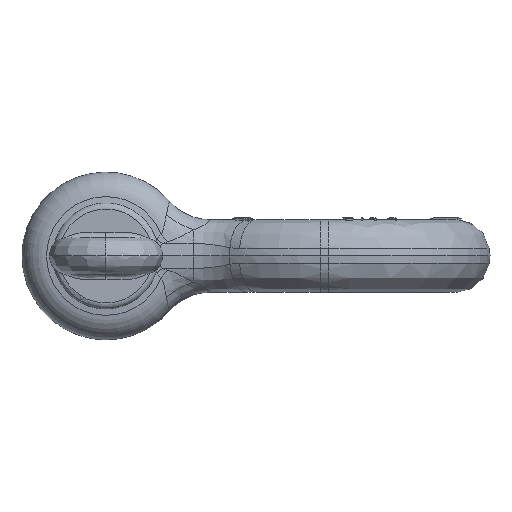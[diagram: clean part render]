
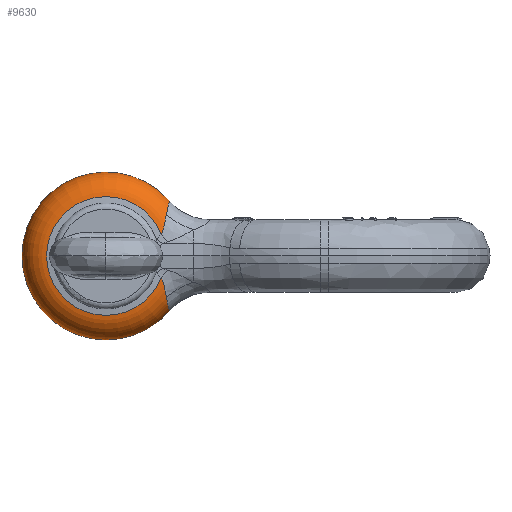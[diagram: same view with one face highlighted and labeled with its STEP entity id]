
A CAD part, left-side view. The second image highlights one B-rep face of the part: STEP entity #9630.
In plain terms, the highlighted toroidal (fillet/blend) face has major radius 22.682 mm and minor radius 11.354 mm.
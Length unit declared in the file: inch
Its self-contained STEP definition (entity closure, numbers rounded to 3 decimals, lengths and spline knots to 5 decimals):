
#3121=CARTESIAN_POINT('',(-1.47945,-1.01632,
0.87296));
#3122=CARTESIAN_POINT('',(-1.45766,-1.01756,
0.8726));
#3123=CARTESIAN_POINT('',(-1.41365,-1.01882,
0.8684));
#3124=CARTESIAN_POINT('',(-1.34793,-1.01667,
0.85154));
#3125=CARTESIAN_POINT('',(-1.28373,-1.01005,
0.82406));
#3126=CARTESIAN_POINT('',(-1.2227,-0.99859,0.78608));
#3127=CARTESIAN_POINT('',(-1.16648,-0.98198,
0.73797));
#3128=CARTESIAN_POINT('',(-1.13323,-0.9673,
0.69928));
#3129=CARTESIAN_POINT('',(-1.11801,-0.95902,
0.67853));
#3149=CARTESIAN_POINT('',(-1.81818,-0.96536,
0.65571));
#3150=CARTESIAN_POINT('',(-1.80316,-0.9709,
0.68199));
#3151=CARTESIAN_POINT('',(-1.7714,-0.97864,
0.73027));
#3152=CARTESIAN_POINT('',(-1.71986,-0.9886,
0.78474));
#3153=CARTESIAN_POINT('',(-1.66534,-0.9974,
0.82487));
#3154=CARTESIAN_POINT('',(-1.60649,-1.00538,
0.85324));
#3155=CARTESIAN_POINT('',(-1.54407,-1.01196,
0.87001));
#3156=CARTESIAN_POINT('',(-1.50109,-1.0151,
0.87331));
#3157=CARTESIAN_POINT('',(-1.47945,-1.01632,
0.87296));
#3173=CARTESIAN_POINT('',(-1.90866,-0.8838,
0.34148));
#3174=CARTESIAN_POINT('',(-1.90776,-0.88846,
0.34986));
#3175=CARTESIAN_POINT('',(-1.90566,-0.89642,
0.36832));
#3176=CARTESIAN_POINT('',(-1.90133,-0.90695,
0.3996));
#3177=CARTESIAN_POINT('',(-1.89557,-0.91648,
0.434));
#3178=CARTESIAN_POINT('',(-1.88784,-0.92582,
0.47152));
#3179=CARTESIAN_POINT('',(-1.8775,-0.93513,
0.51232));
#3180=CARTESIAN_POINT('',(-1.86365,-0.94468,
0.55651));
#3181=CARTESIAN_POINT('',(-1.84502,-0.95464,
0.60415));
#3182=CARTESIAN_POINT('',(-1.82809,-0.96173,
0.63831));
#3183=CARTESIAN_POINT('',(-1.81818,-0.96536,
0.65571));
#3224=CARTESIAN_POINT('',(-1.90866,0.,0.));
#3225=DIRECTION('',(1.,0.,0.));
#3226=DIRECTION('',(0.,-0.933,-0.36));
#3227=AXIS2_PLACEMENT_3D('',#3224,#3225,#3226);
#3238=CARTESIAN_POINT('',(-1.02134,0.,0.));
#3239=DIRECTION('',(-1.,0.,0.));
#3240=DIRECTION('',(0.,-0.841,0.54));
#3241=AXIS2_PLACEMENT_3D('',#3238,#3239,#3240);
#3346=CARTESIAN_POINT('',(-1.02134,-0.79724,
-0.51198));
#3347=CARTESIAN_POINT('',(-1.02197,-0.80378,
-0.51131));
#3348=CARTESIAN_POINT('',(-1.0235,-0.81704,
-0.51099));
#3349=CARTESIAN_POINT('',(-1.02709,-0.83798,
-0.51498));
#3350=CARTESIAN_POINT('',(-1.03238,-0.85877,
-0.52467));
#3351=CARTESIAN_POINT('',(-1.03958,-0.8784,
-0.53996));
#3352=CARTESIAN_POINT('',(-1.049,-0.89677,
-0.56032));
#3353=CARTESIAN_POINT('',(-1.0609,-0.9138,
-0.58486));
#3354=CARTESIAN_POINT('',(-1.07572,-0.92972,
-0.61295));
#3355=CARTESIAN_POINT('',(-1.09411,-0.94476,
-0.64414));
#3356=CARTESIAN_POINT('',(-1.10944,-0.95436,
-0.66686));
#3357=CARTESIAN_POINT('',(-1.11801,-0.95902,
-0.67853));
#3373=CARTESIAN_POINT('',(-1.81818,-0.96536,
-0.65571));
#3374=CARTESIAN_POINT('',(-1.82811,-0.96173,
-0.63827));
#3375=CARTESIAN_POINT('',(-1.84507,-0.95462,
-0.60405));
#3376=CARTESIAN_POINT('',(-1.86371,-0.94464,
-0.55633));
#3377=CARTESIAN_POINT('',(-1.87757,-0.93508,
-0.51209));
#3378=CARTESIAN_POINT('',(-1.88789,-0.92577,
-0.4713));
#3379=CARTESIAN_POINT('',(-1.8956,-0.91644,
-0.43384));
#3380=CARTESIAN_POINT('',(-1.90134,-0.90692,
-0.3995));
#3381=CARTESIAN_POINT('',(-1.90567,-0.8964,
-0.36828));
#3382=CARTESIAN_POINT('',(-1.90776,-0.88845,
-0.34985));
#3383=CARTESIAN_POINT('',(-1.90866,-0.8838,
-0.34148));
#3401=CARTESIAN_POINT('',(-1.90866,-0.8838,
-0.34148));
#3850=CARTESIAN_POINT('',(-1.11801,-0.95902,
-0.67853));
#3851=CARTESIAN_POINT('',(-1.13323,-0.9673,
-0.69928));
#3852=CARTESIAN_POINT('',(-1.16648,-0.98198,
-0.73797));
#3853=CARTESIAN_POINT('',(-1.2227,-0.99859,
-0.78608));
#3854=CARTESIAN_POINT('',(-1.28372,-1.01005,
-0.82405));
#3855=CARTESIAN_POINT('',(-1.34792,-1.01667,
-0.85154));
#3856=CARTESIAN_POINT('',(-1.41365,-1.01882,
-0.8684));
#3857=CARTESIAN_POINT('',(-1.45766,-1.01756,
-0.8726));
#3858=CARTESIAN_POINT('',(-1.47945,-1.01632,
-0.87296));
#3878=CARTESIAN_POINT('',(-1.47945,-1.01632,
-0.87296));
#3879=CARTESIAN_POINT('',(-1.50109,-1.0151,
-0.87331));
#3880=CARTESIAN_POINT('',(-1.54407,-1.01196,
-0.87001));
#3881=CARTESIAN_POINT('',(-1.60649,-1.00538,
-0.85324));
#3882=CARTESIAN_POINT('',(-1.66533,-0.9974,
-0.82487));
#3883=CARTESIAN_POINT('',(-1.71985,-0.98861,
-0.78476));
#3884=CARTESIAN_POINT('',(-1.7714,-0.97864,
-0.73028));
#3885=CARTESIAN_POINT('',(-1.80316,-0.9709,
-0.68199));
#3886=CARTESIAN_POINT('',(-1.81818,-0.96536,
-0.65571));
#4457=CARTESIAN_POINT('',(-1.11801,-0.95902,
0.67853));
#4458=CARTESIAN_POINT('',(-1.10945,-0.95436,
0.66688));
#4459=CARTESIAN_POINT('',(-1.09415,-0.94479,
0.64419));
#4460=CARTESIAN_POINT('',(-1.07579,-0.92978,
0.61307));
#4461=CARTESIAN_POINT('',(-1.06101,-0.91392,
0.58507));
#4462=CARTESIAN_POINT('',(-1.04915,-0.897,
0.56064));
#4463=CARTESIAN_POINT('',(-1.03979,-0.87888,
0.54041));
#4464=CARTESIAN_POINT('',(-1.03257,-0.85931,
0.52506));
#4465=CARTESIAN_POINT('',(-1.02749,-0.83967,
0.51566));
#4466=CARTESIAN_POINT('',(-1.02383,-0.81947,
0.51115));
#4467=CARTESIAN_POINT('',(-1.02206,-0.8048,
0.5112));
#4468=CARTESIAN_POINT('',(-1.02134,-0.79724,
0.51198));
#4631=VERTEX_POINT('',#3401);
#4634=VERTEX_POINT('',#3373);
#4636=VERTEX_POINT('',#3878);
#4639=VERTEX_POINT('',#3346);
#4640=VERTEX_POINT('',#3357);
#4643=VERTEX_POINT('',#3149);
#4644=VERTEX_POINT('',#3157);
#4646=VERTEX_POINT('',#3173);
#4655=CARTESIAN_POINT('',(-1.02134,-0.79724,
0.51198));
#4656=VERTEX_POINT('',#4655);
#5064=VERTEX_POINT('',#3129);
#9609=CARTESIAN_POINT('',(-1.465,0.,0.));
#9610=DIRECTION('',(1.,0.,0.));
#9611=DIRECTION('',(0.,-1.,0.));
#9612=AXIS2_PLACEMENT_3D('',#9609,#9610,#9611);
#9613=TOROIDAL_SURFACE('',#9612,0.893,0.447);
#9615=ORIENTED_EDGE('',*,*,#9614,.F.);
#9617=ORIENTED_EDGE('',*,*,#9616,.F.);
#9619=ORIENTED_EDGE('',*,*,#9618,.F.);
#9620=ORIENTED_EDGE('',*,*,#9602,.F.);
#9621=ORIENTED_EDGE('',*,*,#9417,.F.);
#9623=ORIENTED_EDGE('',*,*,#9622,.F.);
#9624=ORIENTED_EDGE('',*,*,#9159,.F.);
#9625=ORIENTED_EDGE('',*,*,#9210,.F.);
#9626=ORIENTED_EDGE('',*,*,#9257,.F.);
#9627=ORIENTED_EDGE('',*,*,#9380,.F.);
#9628=EDGE_LOOP('',(#9615,#9617,#9619,#9620,#9621,#9623,#9624,#9625,#9626,
#9627));
#9629=FACE_OUTER_BOUND('',#9628,.F.);
#9630=ADVANCED_FACE('',(#9629),#9613,.T.);
#3130=B_SPLINE_CURVE_WITH_KNOTS('',3,(#3121,#3122,#3123,#3124,#3125,#3126,#3127,
#3128,#3129),.UNSPECIFIED.,.F.,.F.,(4,1,1,1,1,1,4),(0.,0.16667,
0.33333,0.5,0.66667,0.83333,1.),
.UNSPECIFIED.);
#3158=B_SPLINE_CURVE_WITH_KNOTS('',3,(#3149,#3150,#3151,#3152,#3153,#3154,#3155,
#3156,#3157),.UNSPECIFIED.,.F.,.F.,(4,1,1,1,1,1,4),(0.,0.16667,
0.33333,0.5,0.66667,0.83333,1.),
.UNSPECIFIED.);
#3184=B_SPLINE_CURVE_WITH_KNOTS('',3,(#3173,#3174,#3175,#3176,#3177,#3178,#3179,
#3180,#3181,#3182,#3183),.UNSPECIFIED.,.F.,.F.,(4,1,1,1,1,1,1,1,4),(0.,
0.125,0.25,0.375,0.5,0.625,0.75,0.875,1.),.UNSPECIFIED.);
#3228=CIRCLE('',#3227,0.94748);
#3242=CIRCLE('',#3241,0.94748);
#3358=B_SPLINE_CURVE_WITH_KNOTS('',3,(#3346,#3347,#3348,#3349,#3350,#3351,#3352,
#3353,#3354,#3355,#3356,#3357),.UNSPECIFIED.,.F.,.F.,(4,1,1,1,1,1,1,1,1,4),
(0.,0.11111,0.22222,0.33333,0.44444,
0.55556,0.66667,0.77778,0.88889,1.),
.UNSPECIFIED.);
#3384=B_SPLINE_CURVE_WITH_KNOTS('',3,(#3373,#3374,#3375,#3376,#3377,#3378,#3379,
#3380,#3381,#3382,#3383),.UNSPECIFIED.,.F.,.F.,(4,1,1,1,1,1,1,1,4),(0.,
0.125,0.25,0.375,0.5,0.625,0.75,0.875,1.),.UNSPECIFIED.);
#3859=B_SPLINE_CURVE_WITH_KNOTS('',3,(#3850,#3851,#3852,#3853,#3854,#3855,#3856,
#3857,#3858),.UNSPECIFIED.,.F.,.F.,(4,1,1,1,1,1,4),(0.,0.16667,
0.33333,0.5,0.66667,0.83333,1.),
.UNSPECIFIED.);
#3887=B_SPLINE_CURVE_WITH_KNOTS('',3,(#3878,#3879,#3880,#3881,#3882,#3883,#3884,
#3885,#3886),.UNSPECIFIED.,.F.,.F.,(4,1,1,1,1,1,4),(0.,0.16667,
0.33333,0.5,0.66667,0.83333,1.),
.UNSPECIFIED.);
#4469=B_SPLINE_CURVE_WITH_KNOTS('',3,(#4457,#4458,#4459,#4460,#4461,#4462,#4463,
#4464,#4465,#4466,#4467,#4468),.UNSPECIFIED.,.F.,.F.,(4,1,1,1,1,1,1,1,1,4),
(0.,0.11111,0.22222,0.33333,0.44444,
0.55556,0.66667,0.77778,0.88889,1.),
.UNSPECIFIED.);
#9159=EDGE_CURVE('',#4644,#5064,#3130,.T.);
#9210=EDGE_CURVE('',#4643,#4644,#3158,.T.);
#9257=EDGE_CURVE('',#4646,#4643,#3184,.T.);
#9380=EDGE_CURVE('',#4631,#4646,#3228,.T.);
#9417=EDGE_CURVE('',#4656,#4639,#3242,.T.);
#9602=EDGE_CURVE('',#4639,#4640,#3358,.T.);
#9614=EDGE_CURVE('',#4634,#4631,#3384,.T.);
#9616=EDGE_CURVE('',#4636,#4634,#3887,.T.);
#9618=EDGE_CURVE('',#4640,#4636,#3859,.T.);
#9622=EDGE_CURVE('',#5064,#4656,#4469,.T.);
